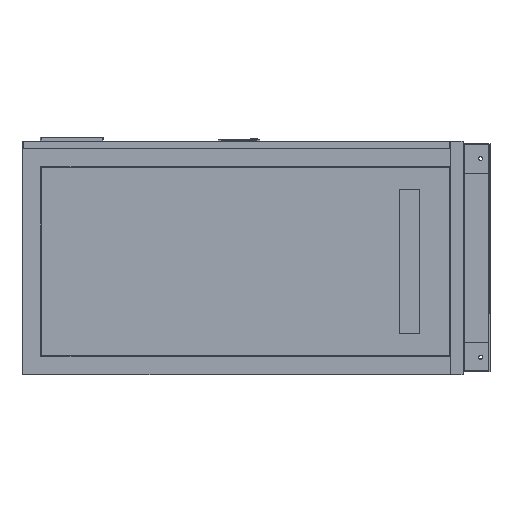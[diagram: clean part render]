
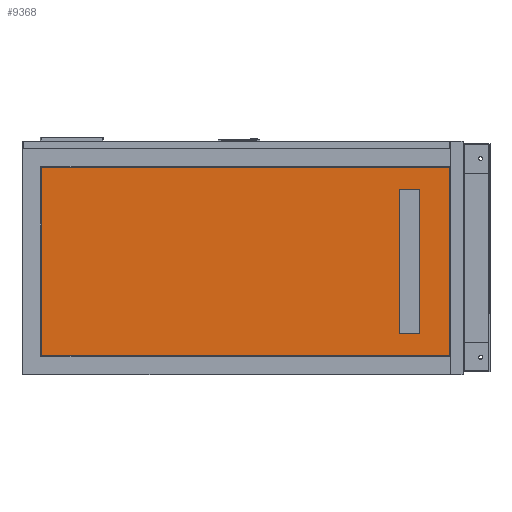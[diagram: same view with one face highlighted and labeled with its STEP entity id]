
A CAD part, left-side view. The second image highlights one B-rep face of the part: STEP entity #9368.
In plain terms, the highlighted planar face has unit normal (-1, 0, 0).
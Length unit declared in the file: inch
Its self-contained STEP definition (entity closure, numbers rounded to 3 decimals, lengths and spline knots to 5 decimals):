
#124 = CARTESIAN_POINT ( 'NONE',  ( -27.65748, 4.13386, 9.73425 ) ) ;
#143 = CARTESIAN_POINT ( 'NONE',  ( -27.65748, 55.11811, 12.71654 ) ) ;
#482 = VERTEX_POINT ( 'NONE', #5794 ) ;
#506 = EDGE_CURVE ( 'NONE', #8486, #11918, #13630, .T. ) ;
#764 = ORIENTED_EDGE ( 'NONE', *, *, #506, .T. ) ;
#801 = ORIENTED_EDGE ( 'NONE', *, *, #11795, .F. ) ;
#802 = CARTESIAN_POINT ( 'NONE',  ( -27.65748, 55.11811, -12.71654 ) ) ;
#1131 = VERTEX_POINT ( 'NONE', #9331 ) ;
#1336 = DIRECTION ( 'NONE',  ( 0., 0., -1. ) ) ;
#1373 = VECTOR ( 'NONE', #10482, 39.37008 ) ;
#1475 = ORIENTED_EDGE ( 'NONE', *, *, #10699, .F. ) ;
#1989 = VERTEX_POINT ( 'NONE', #4018 ) ;
#2192 = EDGE_CURVE ( 'NONE', #1989, #9435, #7925, .T. ) ;
#2234 = ORIENTED_EDGE ( 'NONE', *, *, #2192, .F. ) ;
#2608 = DIRECTION ( 'NONE',  ( 0., -1., 0. ) ) ;
#2725 = CARTESIAN_POINT ( 'NONE',  ( -27.65748, 4.13386, -9.73425 ) ) ;
#3006 = LINE ( 'NONE', #802, #5625 ) ;
#3543 = ORIENTED_EDGE ( 'NONE', *, *, #8668, .T. ) ;
#3814 = DIRECTION ( 'NONE',  ( 0., 1., 0. ) ) ;
#3910 = CARTESIAN_POINT ( 'NONE',  ( -27.65748, 0.07874, 12.71654 ) ) ;
#4018 = CARTESIAN_POINT ( 'NONE',  ( -27.65748, 55.11811, -12.71654 ) ) ;
#4273 = VECTOR ( 'NONE', #7362, 39.37008 ) ;
#4404 = EDGE_CURVE ( 'NONE', #8655, #1131, #4581, .T. ) ;
#4439 = PLANE ( 'NONE',  #7172 ) ;
#4581 = LINE ( 'NONE', #3910, #10353 ) ;
#4627 = CARTESIAN_POINT ( 'NONE',  ( -27.65748, 55.11811, 12.71654 ) ) ;
#4764 = EDGE_LOOP ( 'NONE', ( #3543, #11769, #764, #5891 ) ) ;
#4786 = CARTESIAN_POINT ( 'NONE',  ( -27.65748, 6.88976, -9.73425 ) ) ;
#4987 = DIRECTION ( 'NONE',  ( 0., 1., 0. ) ) ;
#5249 = CARTESIAN_POINT ( 'NONE',  ( -27.65748, 6.88976, -9.73425 ) ) ;
#5609 = LINE ( 'NONE', #143, #4273 ) ;
#5625 = VECTOR ( 'NONE', #4987, 39.37008 ) ;
#5794 = CARTESIAN_POINT ( 'NONE',  ( -27.65748, 4.13386, 9.73425 ) ) ;
#5848 = EDGE_LOOP ( 'NONE', ( #1475, #2234, #801, #9940 ) ) ;
#5891 = ORIENTED_EDGE ( 'NONE', *, *, #11209, .T. ) ;
#6094 = CARTESIAN_POINT ( 'NONE',  ( -27.65748, 6.88976, 9.73425 ) ) ;
#6555 = DIRECTION ( 'NONE',  ( 0., 0., -1. ) ) ;
#6596 = VECTOR ( 'NONE', #11895, 39.37008 ) ;
#6662 = VECTOR ( 'NONE', #2608, 39.37008 ) ;
#6800 = LINE ( 'NONE', #8318, #1373 ) ;
#6993 = LINE ( 'NONE', #7958, #6662 ) ;
#7172 = AXIS2_PLACEMENT_3D ( 'NONE', #12909, #11851, #6555 ) ;
#7300 = FACE_BOUND ( 'NONE', #4764, .T. ) ;
#7362 = DIRECTION ( 'NONE',  ( 0., -1., 0. ) ) ;
#7592 = EDGE_CURVE ( 'NONE', #482, #8486, #8669, .T. ) ;
#7925 = LINE ( 'NONE', #4627, #6596 ) ;
#7958 = CARTESIAN_POINT ( 'NONE',  ( -27.65748, 6.88976, 9.73425 ) ) ;
#8082 = DIRECTION ( 'NONE',  ( 0., 0., -1. ) ) ;
#8318 = CARTESIAN_POINT ( 'NONE',  ( -27.65748, 6.88976, 9.73425 ) ) ;
#8486 = VERTEX_POINT ( 'NONE', #2725 ) ;
#8655 = VERTEX_POINT ( 'NONE', #9978 ) ;
#8668 = EDGE_CURVE ( 'NONE', #11226, #482, #6993, .T. ) ;
#8669 = LINE ( 'NONE', #124, #10174 ) ;
#9331 = CARTESIAN_POINT ( 'NONE',  ( -27.65748, 0.07874, -12.71654 ) ) ;
#9368 = ADVANCED_FACE ( 'NONE', ( #10117, #7300 ), #4439, .F. ) ;
#9435 = VERTEX_POINT ( 'NONE', #9877 ) ;
#9877 = CARTESIAN_POINT ( 'NONE',  ( -27.65748, 55.11811, 12.71654 ) ) ;
#9940 = ORIENTED_EDGE ( 'NONE', *, *, #4404, .F. ) ;
#9978 = CARTESIAN_POINT ( 'NONE',  ( -27.65748, 0.07874, 12.71654 ) ) ;
#10117 = FACE_OUTER_BOUND ( 'NONE', #5848, .T. ) ;
#10174 = VECTOR ( 'NONE', #1336, 39.37008 ) ;
#10353 = VECTOR ( 'NONE', #8082, 39.37008 ) ;
#10482 = DIRECTION ( 'NONE',  ( 0., 0., 1. ) ) ;
#10699 = EDGE_CURVE ( 'NONE', #9435, #8655, #5609, .T. ) ;
#10799 = VECTOR ( 'NONE', #3814, 39.37008 ) ;
#11209 = EDGE_CURVE ( 'NONE', #11918, #11226, #6800, .T. ) ;
#11226 = VERTEX_POINT ( 'NONE', #6094 ) ;
#11769 = ORIENTED_EDGE ( 'NONE', *, *, #7592, .T. ) ;
#11795 = EDGE_CURVE ( 'NONE', #1131, #1989, #3006, .T. ) ;
#11851 = DIRECTION ( 'NONE',  ( 1., 0., 0. ) ) ;
#11895 = DIRECTION ( 'NONE',  ( 0., 0., 1. ) ) ;
#11918 = VERTEX_POINT ( 'NONE', #5249 ) ;
#12909 = CARTESIAN_POINT ( 'NONE',  ( -27.65748, 57.6378, 15.23622 ) ) ;
#13630 = LINE ( 'NONE', #4786, #10799 ) ;
